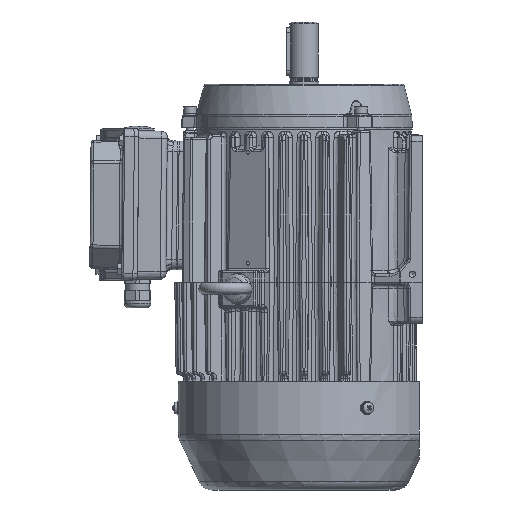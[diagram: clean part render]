
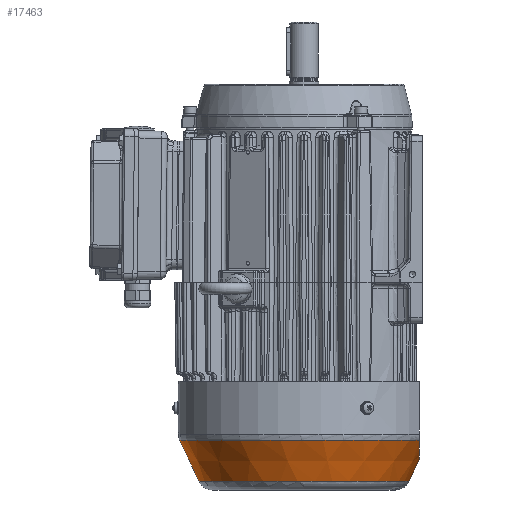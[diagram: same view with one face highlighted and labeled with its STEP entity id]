
A CAD part, left-side view. The second image highlights one B-rep face of the part: STEP entity #17463.
In plain terms, the highlighted conical face has half-angle 25 degrees and reference radius 71.063 mm.
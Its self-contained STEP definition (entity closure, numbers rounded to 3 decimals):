
#8458=B_SPLINE_CURVE_WITH_KNOTS('',3,(#118263,#118264,#118265,#118266,#118267,
#118268,#118269,#118270,#118271,#118272,#118273,#118274,#118275,#118276,
#118277,#118278,#118279,#118280,#118281,#118282,#118283,#118284,#118285,
#118286,#118287,#118288,#118289,#118290,#118291,#118292,#118293,#118294,
#118295,#118296,#118297,#118298),.UNSPECIFIED.,.F.,.F.,(4,2,2,1,2,2,2,2,
2,2,2,2,2,2,2,1,2,2,4),(0.,0.125,0.188,0.219,0.234,0.25,
0.312,0.344,0.375,0.5,
0.625,0.656,0.687,0.75,
0.766,0.781,0.812,0.875,
1.),.UNSPECIFIED.);
#14559=CONICAL_SURFACE('',#58857,71.063,25.);
#17463=ADVANCED_FACE('',(#18826,#18827),#14559,.T.);
#18826=FACE_BOUND('',#22061,.T.);
#18827=FACE_BOUND('',#22062,.T.);
#22061=EDGE_LOOP('',(#36030));
#22062=EDGE_LOOP('',(#36031,#36032));
#36030=ORIENTED_EDGE('',*,*,#48970,.F.);
#36031=ORIENTED_EDGE('',*,*,#49982,.T.);
#36032=ORIENTED_EDGE('',*,*,#48965,.T.);
#41013=VERTEX_POINT('',#118262);
#41014=VERTEX_POINT('',#118299);
#41017=VERTEX_POINT('',#118350);
#48965=EDGE_CURVE('',#41014,#41013,#8458,.T.);
#48970=EDGE_CURVE('',#41017,#41017,#52760,.T.);
#49982=EDGE_CURVE('',#41013,#41014,#53052,.T.);
#52760=CIRCLE('',#58225,71.063);
#53052=CIRCLE('',#58856,84.063);
#58225=AXIS2_PLACEMENT_3D('',#118349,#70706,#70707);
#58856=AXIS2_PLACEMENT_3D('',#120376,#72688,#72689);
#58857=AXIS2_PLACEMENT_3D('',#120377,#72690,#72691);
#70706=DIRECTION('',(0.,0.,-1.));
#70707=DIRECTION('',(0.001,1.,0.));
#72688=DIRECTION('',(0.,0.,-1.));
#72689=DIRECTION('',(0.001,1.,0.));
#72690=DIRECTION('',(0.,0.,1.));
#72691=DIRECTION('',(-0.001,-1.,0.));
#118262=CARTESIAN_POINT('',(-51.629,-98.159,-209.96));
#118263=CARTESIAN_POINT('',(11.064,-98.23,-209.96));
#118264=CARTESIAN_POINT('',(8.598,-98.227,-211.932));
#118265=CARTESIAN_POINT('',(6.16,-98.223,-213.683));
#118266=CARTESIAN_POINT('',(2.524,-98.219,-215.978));
#118267=CARTESIAN_POINT('',(1.316,-98.218,-216.687));
#118268=CARTESIAN_POINT('',(-0.494,-98.216,-217.668));
#118269=CARTESIAN_POINT('',(-1.398,-98.215,-218.138));
#118270=CARTESIAN_POINT('',(-2.302,-98.214,-218.577));
#118271=CARTESIAN_POINT('',(-2.905,-98.214,-218.862));
#118272=CARTESIAN_POINT('',(-3.166,-98.213,-218.984));
#118273=CARTESIAN_POINT('',(-4.873,-98.211,-219.753));
#118274=CARTESIAN_POINT('',(-6.233,-98.21,-220.295));
#118275=CARTESIAN_POINT('',(-8.271,-98.208,-220.997));
#118276=CARTESIAN_POINT('',(-8.949,-98.207,-221.212));
#118277=CARTESIAN_POINT('',(-10.306,-98.205,-221.606));
#118278=CARTESIAN_POINT('',(-10.949,-98.205,-221.776));
#118279=CARTESIAN_POINT('',(-14.522,-98.201,-222.617));
#118280=CARTESIAN_POINT('',(-17.347,-98.197,-222.957));
#118281=CARTESIAN_POINT('',(-23.079,-98.191,-222.968));
#118282=CARTESIAN_POINT('',(-25.931,-98.188,-222.636));
#118283=CARTESIAN_POINT('',(-29.521,-98.184,-221.8));
#118284=CARTESIAN_POINT('',(-30.163,-98.183,-221.632));
#118285=CARTESIAN_POINT('',(-31.521,-98.181,-221.241));
#118286=CARTESIAN_POINT('',(-32.199,-98.18,-221.028));
#118287=CARTESIAN_POINT('',(-34.237,-98.178,-220.331));
#118288=CARTESIAN_POINT('',(-35.598,-98.177,-219.792));
#118289=CARTESIAN_POINT('',(-37.305,-98.175,-219.026));
#118290=CARTESIAN_POINT('',(-37.574,-98.174,-218.902));
#118291=CARTESIAN_POINT('',(-38.18,-98.174,-218.616));
#118292=CARTESIAN_POINT('',(-39.09,-98.173,-218.177));
#118293=CARTESIAN_POINT('',(-40.,-98.171,-217.706));
#118294=CARTESIAN_POINT('',(-41.821,-98.169,-216.722));
#118295=CARTESIAN_POINT('',(-43.036,-98.168,-216.009));
#118296=CARTESIAN_POINT('',(-46.694,-98.164,-213.705));
#118297=CARTESIAN_POINT('',(-49.147,-98.161,-211.944));
#118298=CARTESIAN_POINT('',(-51.629,-98.159,-209.96));
#118299=CARTESIAN_POINT('',(11.064,-98.23,-209.96));
#118349=CARTESIAN_POINT('',(-20.194,-20.194,-237.838));
#118350=CARTESIAN_POINT('',(-20.114,50.869,-237.838));
#120376=CARTESIAN_POINT('',(-20.194,-20.194,-209.96));
#120377=CARTESIAN_POINT('',(-20.194,-20.194,-237.838));
